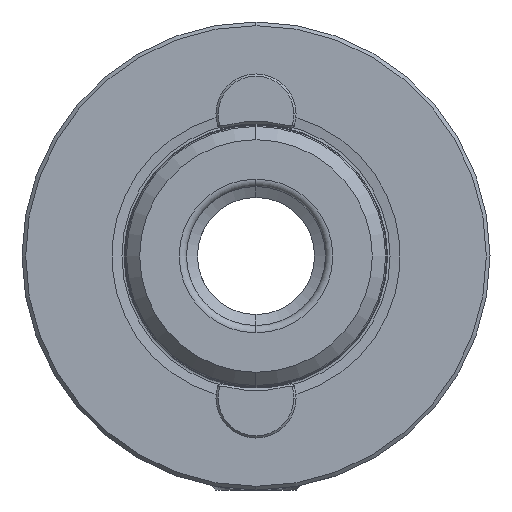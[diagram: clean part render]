
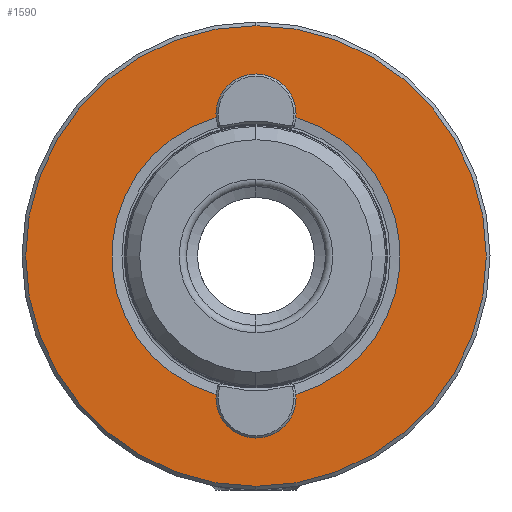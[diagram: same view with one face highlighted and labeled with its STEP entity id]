
A CAD part, left-side view. The second image highlights one B-rep face of the part: STEP entity #1590.
In plain terms, the highlighted planar face has unit normal (-1, 0, 0).
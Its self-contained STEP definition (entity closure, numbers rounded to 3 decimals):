
#33 = ORIENTED_EDGE ( 'NONE', *, *, #2681, .F. ) ;
#117 = AXIS2_PLACEMENT_3D ( 'NONE', #1581, #2711, #2716 ) ;
#124 = CIRCLE ( 'NONE', #2588, 19.715 ) ;
#130 = VERTEX_POINT ( 'NONE', #3004 ) ;
#190 = EDGE_CURVE ( 'NONE', #130, #2590, #813, .T. ) ;
#459 = VERTEX_POINT ( 'NONE', #3248 ) ;
#813 = CIRCLE ( 'NONE', #4474, 3. ) ;
#893 = VERTEX_POINT ( 'NONE', #2452 ) ;
#939 = VERTEX_POINT ( 'NONE', #1954 ) ;
#977 = FACE_BOUND ( 'NONE', #4464, .T. ) ;
#1484 = CIRCLE ( 'NONE', #2355, 31.5 ) ;
#1581 = CARTESIAN_POINT ( 'NONE',  ( 0., 0., -21.5 ) ) ;
#1590 = ADVANCED_FACE ( 'NONE', ( #977, #2897 ), #2974, .F. ) ;
#1595 = CIRCLE ( 'NONE', #1677, 19.715 ) ;
#1677 = AXIS2_PLACEMENT_3D ( 'NONE', #4300, #4315, #4324 ) ;
#1760 = ORIENTED_EDGE ( 'NONE', *, *, #3254, .F. ) ;
#1799 = CARTESIAN_POINT ( 'NONE',  ( 0., 0., -31.5 ) ) ;
#1894 = CIRCLE ( 'NONE', #3253, 3. ) ;
#1954 = CARTESIAN_POINT ( 'NONE',  ( 0., -2.305, 19.58 ) ) ;
#1981 = EDGE_LOOP ( 'NONE', ( #4056, #4153 ) ) ;
#2143 = CARTESIAN_POINT ( 'NONE',  ( 0., 0., 0. ) ) ;
#2153 = DIRECTION ( 'NONE',  ( 1., 0., 0. ) ) ;
#2166 = DIRECTION ( 'NONE',  ( 0., 0., -1. ) ) ;
#2212 = CARTESIAN_POINT ( 'NONE',  ( 0., 0., 0. ) ) ;
#2226 = DIRECTION ( 'NONE',  ( -1., 0., 0. ) ) ;
#2238 = DIRECTION ( 'NONE',  ( 0., 0., 1. ) ) ;
#2294 = DIRECTION ( 'NONE',  ( 0., 0., 1. ) ) ;
#2355 = AXIS2_PLACEMENT_3D ( 'NONE', #2143, #2153, #2166 ) ;
#2385 = CARTESIAN_POINT ( 'NONE',  ( 0., 0., 21.5 ) ) ;
#2390 = DIRECTION ( 'NONE',  ( -1., 0., 0. ) ) ;
#2452 = CARTESIAN_POINT ( 'NONE',  ( 0., 0., 24.5 ) ) ;
#2506 = AXIS2_PLACEMENT_3D ( 'NONE', #3385, #3387, #3391 ) ;
#2588 = AXIS2_PLACEMENT_3D ( 'NONE', #2212, #2226, #2238 ) ;
#2590 = VERTEX_POINT ( 'NONE', #3364 ) ;
#2606 = EDGE_CURVE ( 'NONE', #3865, #459, #1484, .T. ) ;
#2630 = CIRCLE ( 'NONE', #117, 3. ) ;
#2634 = EDGE_CURVE ( 'NONE', #3703, #4169, #124, .T. ) ;
#2666 = ORIENTED_EDGE ( 'NONE', *, *, #190, .F. ) ;
#2681 = EDGE_CURVE ( 'NONE', #893, #3703, #1894, .T. ) ;
#2709 = DIRECTION ( 'NONE',  ( 0., 0., -1. ) ) ;
#2711 = DIRECTION ( 'NONE',  ( -1., 0., 0. ) ) ;
#2716 = DIRECTION ( 'NONE',  ( 0., 0., 1. ) ) ;
#2737 = DIRECTION ( 'NONE',  ( 1., 0., 0. ) ) ;
#2769 = CARTESIAN_POINT ( 'NONE',  ( 0., 0., -19.715 ) ) ;
#2797 = EDGE_CURVE ( 'NONE', #4169, #130, #2630, .T. ) ;
#2834 = ORIENTED_EDGE ( 'NONE', *, *, #2634, .F. ) ;
#2897 = FACE_OUTER_BOUND ( 'NONE', #1981, .T. ) ;
#2974 = PLANE ( 'NONE',  #3735 ) ;
#3004 = CARTESIAN_POINT ( 'NONE',  ( 0., 0., -24.5 ) ) ;
#3017 = EDGE_CURVE ( 'NONE', #459, #3865, #3895, .T. ) ;
#3031 = ORIENTED_EDGE ( 'NONE', *, *, #2797, .F. ) ;
#3147 = CARTESIAN_POINT ( 'NONE',  ( 0., 2.305, 19.58 ) ) ;
#3181 = EDGE_CURVE ( 'NONE', #939, #893, #4455, .T. ) ;
#3248 = CARTESIAN_POINT ( 'NONE',  ( 0., 0., 31.5 ) ) ;
#3253 = AXIS2_PLACEMENT_3D ( 'NONE', #2385, #2390, #2294 ) ;
#3254 = EDGE_CURVE ( 'NONE', #2590, #939, #1595, .T. ) ;
#3332 = ORIENTED_EDGE ( 'NONE', *, *, #3181, .F. ) ;
#3364 = CARTESIAN_POINT ( 'NONE',  ( 0., -2.305, -19.58 ) ) ;
#3385 = CARTESIAN_POINT ( 'NONE',  ( 0., 0., 0. ) ) ;
#3387 = DIRECTION ( 'NONE',  ( 1., 0., 0. ) ) ;
#3391 = DIRECTION ( 'NONE',  ( 0., 0., -1. ) ) ;
#3703 = VERTEX_POINT ( 'NONE', #3147 ) ;
#3735 = AXIS2_PLACEMENT_3D ( 'NONE', #2769, #2737, #2709 ) ;
#3865 = VERTEX_POINT ( 'NONE', #1799 ) ;
#3895 = CIRCLE ( 'NONE', #2506, 31.5 ) ;
#4006 = DIRECTION ( 'NONE',  ( -1., 0., 0. ) ) ;
#4013 = DIRECTION ( 'NONE',  ( 0., 0., 1. ) ) ;
#4029 = CARTESIAN_POINT ( 'NONE',  ( 0., 0., -21.5 ) ) ;
#4040 = CARTESIAN_POINT ( 'NONE',  ( 0., 0., 21.5 ) ) ;
#4045 = DIRECTION ( 'NONE',  ( -1., 0., 0. ) ) ;
#4051 = DIRECTION ( 'NONE',  ( 0., 0., 1. ) ) ;
#4056 = ORIENTED_EDGE ( 'NONE', *, *, #2606, .F. ) ;
#4153 = ORIENTED_EDGE ( 'NONE', *, *, #3017, .F. ) ;
#4169 = VERTEX_POINT ( 'NONE', #4366 ) ;
#4296 = AXIS2_PLACEMENT_3D ( 'NONE', #4040, #4045, #4051 ) ;
#4300 = CARTESIAN_POINT ( 'NONE',  ( 0., 0., 0. ) ) ;
#4315 = DIRECTION ( 'NONE',  ( -1., 0., 0. ) ) ;
#4324 = DIRECTION ( 'NONE',  ( 0., 0., 1. ) ) ;
#4366 = CARTESIAN_POINT ( 'NONE',  ( 0., 2.305, -19.58 ) ) ;
#4455 = CIRCLE ( 'NONE', #4296, 3. ) ;
#4464 = EDGE_LOOP ( 'NONE', ( #3332, #1760, #2666, #3031, #2834, #33 ) ) ;
#4474 = AXIS2_PLACEMENT_3D ( 'NONE', #4029, #4006, #4013 ) ;
